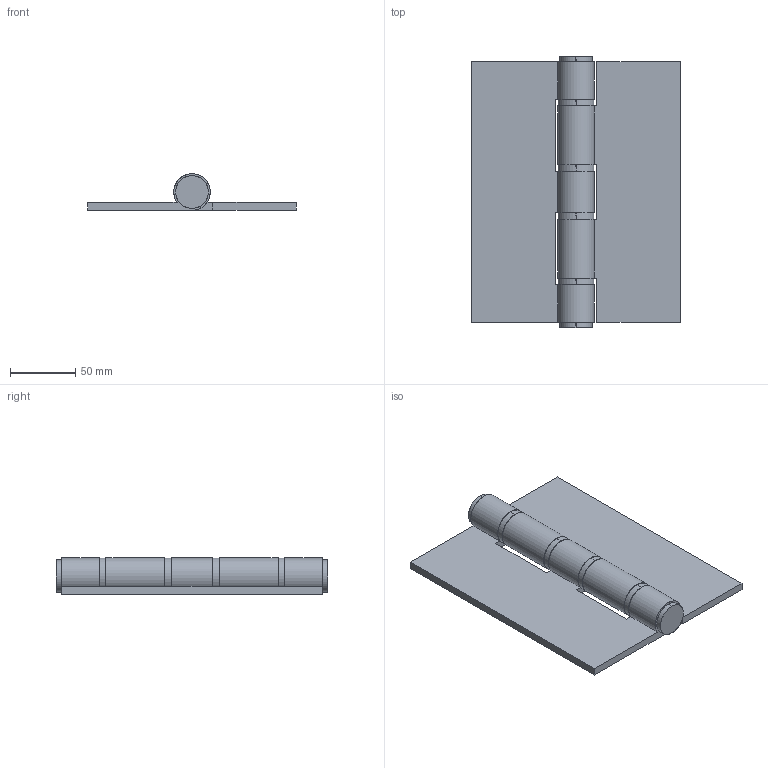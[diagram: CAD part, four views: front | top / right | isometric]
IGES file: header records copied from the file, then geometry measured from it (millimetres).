
Start section: SolidWorks IGES file using analytic representation for surfaces
Global section: file name: B-1001-0.IGS,15; native system: HSolidWorks 2007; preprocessor: SolidWorks 2007; author: 7sw; date: 081017.094534; units: millimetre
Bounding box: 160 x 208 x 28 mm (x, y, z)
Surface area: 105318.2 mm2 (no closed solid volume)
Topology: 0 solids, 0 shells, 72 faces, 1862 edges, 1862 vertices
Faces by surface type: revolution 37, bspline 35
